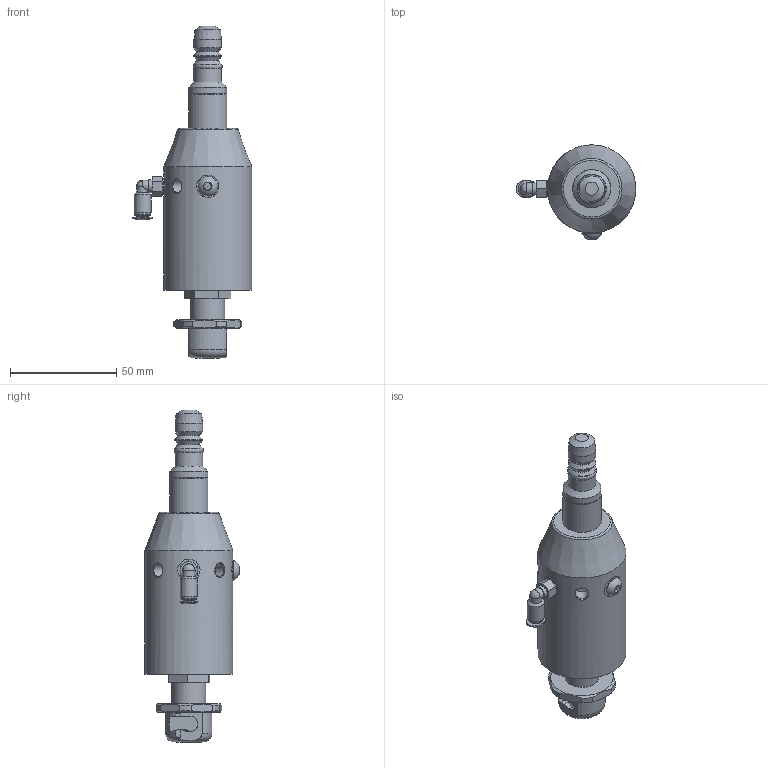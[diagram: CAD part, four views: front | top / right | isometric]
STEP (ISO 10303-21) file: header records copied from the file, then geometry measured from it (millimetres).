
FILE_DESCRIPTION(/* description */ ('This is a sample STEP configuration'),/* implementation_level */ '2;1');
FILE_NAME(/* name */ '855545.stp',/* time_stamp */ '2021-07-29T14:15:46+02:00',/* author */ ('powerJobs'),/* organization */ ('coolOrange'),/* preprocessor_version */ 'ST-DEVELOPER v18',/* originating_system */ 'Autodesk Inventor 2020',/* authorisation */ '');
FILE_SCHEMA (('AUTOMOTIVE_DESIGN { 1 0 10303 214 3 1 1 }'));
Length unit declared in the file: millimetre
Products named in the file (1): 855545
Bounding box: 56.45 x 44.55 x 156.5 mm (x, y, z)
Volume: 108218.9 mm3; surface area: 34332.9 mm2
Topology: 1 solids, 7 shells, 333 faces, 936 edges, 646 vertices
Faces by surface type: plane 132, cylinder 106, cone 65, torus 27, sphere 3
Full cylindrical faces by diameter (mm): 0.018 x1, 1.7 x3, 3 x2, 4 x1, 4.2 x2, 5 x3, 5.05 x2, 6 x1, 6.05 x2, 6.25 x2, 6.5 x1, 6.6 x1, 7.388 x1, 7.4 x2, 7.6 x1, 8 x2, 10 x3, 10.1 x1, 10.2 x1, 10.5 x2, 11.2 x1, 11.5 x2, 12 x2, 12.2 x1, 13 x2, 16 x2, 17 x1, 17.9 x1, 18 x1, 24.5 x3
Entity records: 11903 total; most frequent: CARTESIAN_POINT 2470, DIRECTION 2014, ORIENTED_EDGE 1858, EDGE_CURVE 929, AXIS2_PLACEMENT_3D 853, VERTEX_POINT 646, CIRCLE 505, EDGE_LOOP 397
